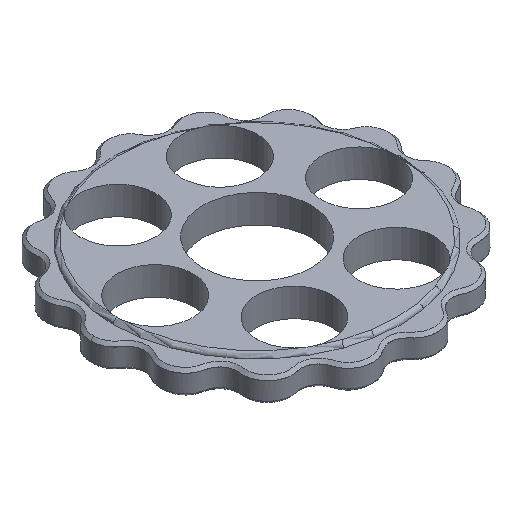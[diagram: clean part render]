
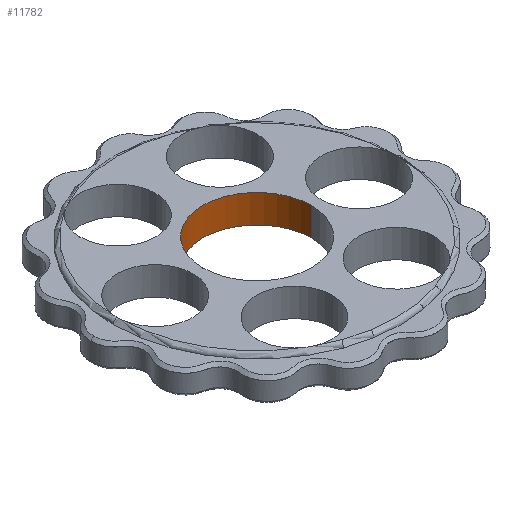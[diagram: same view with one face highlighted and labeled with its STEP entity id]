
A CAD part, isometric view. The second image highlights one B-rep face of the part: STEP entity #11782.
In plain terms, the highlighted cylindrical face has radius 9.03 mm (diameter 18.06 mm), a partial arc.
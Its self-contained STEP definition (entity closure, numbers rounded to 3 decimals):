
#661 = LINE ( 'NONE', #11670, #14073 ) ;
#775 = CARTESIAN_POINT ( 'NONE',  ( 9.03, 0., 4.7 ) ) ;
#1020 = CARTESIAN_POINT ( 'NONE',  ( -9.03, 0., 4.7 ) ) ;
#1343 = DIRECTION ( 'NONE',  ( 0., 0., -1. ) ) ;
#1466 = AXIS2_PLACEMENT_3D ( 'NONE', #11376, #10134, #2278 ) ;
#2246 = DIRECTION ( 'NONE',  ( 0., 0., -1. ) ) ;
#2278 = DIRECTION ( 'NONE',  ( 1., 0., 0. ) ) ;
#3507 = DIRECTION ( 'NONE',  ( -1., 0., 0. ) ) ;
#3598 = CARTESIAN_POINT ( 'NONE',  ( 9.03, 0., 0. ) ) ;
#3764 = DIRECTION ( 'NONE',  ( 0., 0., -1. ) ) ;
#4051 = VERTEX_POINT ( 'NONE', #13329 ) ;
#4827 = CYLINDRICAL_SURFACE ( 'NONE', #9458, 9.03 ) ;
#4902 = DIRECTION ( 'NONE',  ( -1., 0., 0. ) ) ;
#5294 = EDGE_CURVE ( 'NONE', #6296, #4051, #661, .T. ) ;
#5545 = VERTEX_POINT ( 'NONE', #6280 ) ;
#5680 = LINE ( 'NONE', #3598, #11245 ) ;
#6280 = CARTESIAN_POINT ( 'NONE',  ( 9.03, 0., 0. ) ) ;
#6296 = VERTEX_POINT ( 'NONE', #1020 ) ;
#6604 = FACE_OUTER_BOUND ( 'NONE', #11947, .T. ) ;
#6934 = DIRECTION ( 'NONE',  ( 0., 0., -1. ) ) ;
#7004 = EDGE_CURVE ( 'NONE', #9768, #5545, #5680, .T. ) ;
#7850 = CIRCLE ( 'NONE', #1466, 9.03 ) ;
#8065 = ORIENTED_EDGE ( 'NONE', *, *, #5294, .T. ) ;
#8216 = AXIS2_PLACEMENT_3D ( 'NONE', #9289, #2246, #3507 ) ;
#9289 = CARTESIAN_POINT ( 'NONE',  ( 0., 0., 0. ) ) ;
#9458 = AXIS2_PLACEMENT_3D ( 'NONE', #11464, #1343, #4902 ) ;
#9478 = ORIENTED_EDGE ( 'NONE', *, *, #7004, .F. ) ;
#9768 = VERTEX_POINT ( 'NONE', #775 ) ;
#9895 = EDGE_CURVE ( 'NONE', #9768, #6296, #7850, .T. ) ;
#10134 = DIRECTION ( 'NONE',  ( 0., 0., 1. ) ) ;
#10314 = ORIENTED_EDGE ( 'NONE', *, *, #13472, .T. ) ;
#10927 = ORIENTED_EDGE ( 'NONE', *, *, #9895, .T. ) ;
#11245 = VECTOR ( 'NONE', #6934, 1000. ) ;
#11376 = CARTESIAN_POINT ( 'NONE',  ( 0., 0., 4.7 ) ) ;
#11464 = CARTESIAN_POINT ( 'NONE',  ( 0., 0., 0. ) ) ;
#11670 = CARTESIAN_POINT ( 'NONE',  ( -9.03, 0., 0. ) ) ;
#11782 = ADVANCED_FACE ( 'NONE', ( #6604 ), #4827, .F. ) ;
#11947 = EDGE_LOOP ( 'NONE', ( #9478, #10927, #8065, #10314 ) ) ;
#13329 = CARTESIAN_POINT ( 'NONE',  ( -9.03, 0., 0. ) ) ;
#13472 = EDGE_CURVE ( 'NONE', #4051, #5545, #14543, .T. ) ;
#14073 = VECTOR ( 'NONE', #3764, 1000. ) ;
#14543 = CIRCLE ( 'NONE', #8216, 9.03 ) ;
